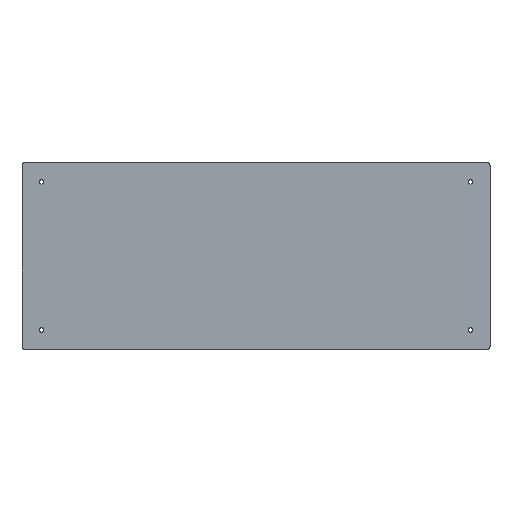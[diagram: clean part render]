
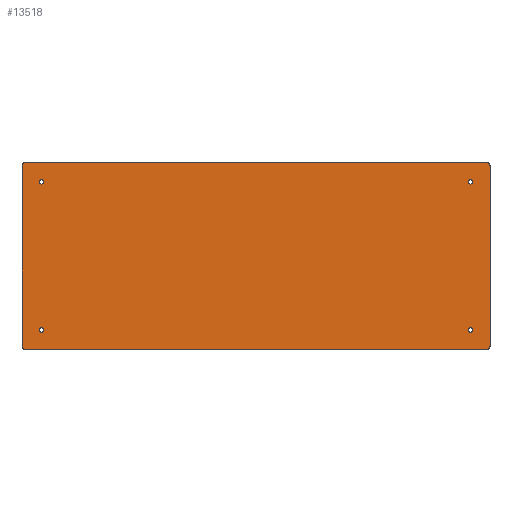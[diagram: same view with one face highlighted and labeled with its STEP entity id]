
A CAD part, top view. The second image highlights one B-rep face of the part: STEP entity #13518.
In plain terms, the highlighted planar face has unit normal (0, 0, 1).
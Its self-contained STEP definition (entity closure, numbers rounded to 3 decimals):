
#471=LINE('',#19174,#1449);
#473=LINE('',#19178,#1451);
#476=LINE('',#19186,#1454);
#477=LINE('',#19191,#1455);
#1449=VECTOR('',#15634,1000.);
#1451=VECTOR('',#15638,1000.);
#1454=VECTOR('',#15645,1000.);
#1455=VECTOR('',#15650,1000.);
#2389=PLANE('',#14262);
#2892=ORIENTED_EDGE('',*,*,#5950,.T.);
#2893=ORIENTED_EDGE('',*,*,#5952,.T.);
#2894=ORIENTED_EDGE('',*,*,#5954,.T.);
#2895=ORIENTED_EDGE('',*,*,#5956,.T.);
#2896=ORIENTED_EDGE('',*,*,#6023,.F.);
#2897=ORIENTED_EDGE('',*,*,#6028,.T.);
#2898=ORIENTED_EDGE('',*,*,#6029,.F.);
#2899=ORIENTED_EDGE('',*,*,#6030,.T.);
#2900=ORIENTED_EDGE('',*,*,#6025,.F.);
#2901=ORIENTED_EDGE('',*,*,#6031,.T.);
#2902=ORIENTED_EDGE('',*,*,#6032,.F.);
#2903=ORIENTED_EDGE('',*,*,#6033,.T.);
#5950=EDGE_CURVE('',#7536,#7536,#8626,.F.);
#5952=EDGE_CURVE('',#7538,#7538,#8628,.F.);
#5954=EDGE_CURVE('',#7540,#7540,#8630,.F.);
#5956=EDGE_CURVE('',#7542,#7542,#8632,.F.);
#6023=EDGE_CURVE('',#7590,#7591,#471,.T.);
#6025=EDGE_CURVE('',#7592,#7593,#473,.T.);
#6028=EDGE_CURVE('',#7590,#7594,#8638,.T.);
#6029=EDGE_CURVE('',#7595,#7594,#476,.T.);
#6030=EDGE_CURVE('',#7595,#7593,#8639,.T.);
#6031=EDGE_CURVE('',#7592,#7596,#8640,.T.);
#6032=EDGE_CURVE('',#7597,#7596,#477,.T.);
#6033=EDGE_CURVE('',#7597,#7591,#8641,.T.);
#7536=VERTEX_POINT('',#19022);
#7538=VERTEX_POINT('',#19027);
#7540=VERTEX_POINT('',#19032);
#7542=VERTEX_POINT('',#19037);
#7590=VERTEX_POINT('',#19173);
#7591=VERTEX_POINT('',#19175);
#7592=VERTEX_POINT('',#19179);
#7593=VERTEX_POINT('',#19180);
#7594=VERTEX_POINT('',#19185);
#7595=VERTEX_POINT('',#19187);
#7596=VERTEX_POINT('',#19190);
#7597=VERTEX_POINT('',#19192);
#8626=CIRCLE('',#14224,3.5);
#8628=CIRCLE('',#14227,3.5);
#8630=CIRCLE('',#14230,3.5);
#8632=CIRCLE('',#14233,3.5);
#8638=CIRCLE('',#14263,5.);
#8639=CIRCLE('',#14264,5.);
#8640=CIRCLE('',#14265,5.);
#8641=CIRCLE('',#14266,5.);
#9229=EDGE_LOOP('',(#2892));
#9230=EDGE_LOOP('',(#2893));
#9231=EDGE_LOOP('',(#2894));
#9232=EDGE_LOOP('',(#2895));
#9233=EDGE_LOOP('',(#2896,#2897,#2898,#2899,#2900,#2901,#2902,#2903));
#10225=FACE_BOUND('',#9229,.T.);
#10226=FACE_BOUND('',#9230,.T.);
#10227=FACE_BOUND('',#9231,.T.);
#10228=FACE_BOUND('',#9232,.T.);
#10229=FACE_BOUND('',#9233,.T.);
#13518=ADVANCED_FACE('',(#10225,#10226,#10227,#10228,#10229),#2389,.T.);
#14224=AXIS2_PLACEMENT_3D('',#19021,#15499,#15500);
#14227=AXIS2_PLACEMENT_3D('',#19026,#15505,#15506);
#14230=AXIS2_PLACEMENT_3D('',#19031,#15511,#15512);
#14233=AXIS2_PLACEMENT_3D('',#19036,#15517,#15518);
#14262=AXIS2_PLACEMENT_3D('',#19183,#15641,#15642);
#14263=AXIS2_PLACEMENT_3D('',#19184,#15643,#15644);
#14264=AXIS2_PLACEMENT_3D('',#19188,#15646,#15647);
#14265=AXIS2_PLACEMENT_3D('',#19189,#15648,#15649);
#14266=AXIS2_PLACEMENT_3D('',#19193,#15651,#15652);
#15499=DIRECTION('',(0.,0.,1.));
#15500=DIRECTION('',(1.,0.,0.));
#15505=DIRECTION('',(0.,0.,1.));
#15506=DIRECTION('',(1.,0.,0.));
#15511=DIRECTION('',(0.,0.,1.));
#15512=DIRECTION('',(1.,0.,0.));
#15517=DIRECTION('',(0.,0.,1.));
#15518=DIRECTION('',(1.,0.,0.));
#15634=DIRECTION('',(0.,-1.,0.));
#15638=DIRECTION('',(0.,1.,0.));
#15641=DIRECTION('',(0.,0.,1.));
#15642=DIRECTION('',(1.,0.,0.));
#15643=DIRECTION('',(0.,0.,1.));
#15644=DIRECTION('',(1.,0.,0.));
#15645=DIRECTION('',(1.,0.,0.));
#15646=DIRECTION('',(0.,0.,1.));
#15647=DIRECTION('',(1.,0.,0.));
#15648=DIRECTION('',(0.,0.,1.));
#15649=DIRECTION('',(1.,0.,0.));
#15650=DIRECTION('',(-1.,0.,0.));
#15651=DIRECTION('',(0.,0.,1.));
#15652=DIRECTION('',(1.,0.,0.));
#19021=CARTESIAN_POINT('',(370.728,-187.701,113.5));
#19022=CARTESIAN_POINT('',(374.228,-187.701,113.5));
#19026=CARTESIAN_POINT('',(-289.272,-187.701,113.5));
#19027=CARTESIAN_POINT('',(-285.772,-187.701,113.5));
#19031=CARTESIAN_POINT('',(370.728,40.299,113.5));
#19032=CARTESIAN_POINT('',(374.228,40.299,113.5));
#19036=CARTESIAN_POINT('',(-289.272,40.299,113.5));
#19037=CARTESIAN_POINT('',(-285.772,40.299,113.5));
#19173=CARTESIAN_POINT('',(400.728,65.299,113.5));
#19174=CARTESIAN_POINT('',(400.728,70.299,113.5));
#19175=CARTESIAN_POINT('',(400.728,-212.701,113.5));
#19178=CARTESIAN_POINT('',(-319.272,-217.701,113.5));
#19179=CARTESIAN_POINT('',(-319.272,-212.701,113.5));
#19180=CARTESIAN_POINT('',(-319.272,65.299,113.5));
#19183=CARTESIAN_POINT('',(40.728,-73.701,113.5));
#19184=CARTESIAN_POINT('',(395.728,65.299,113.5));
#19185=CARTESIAN_POINT('',(395.728,70.299,113.5));
#19186=CARTESIAN_POINT('',(-319.272,70.299,113.5));
#19187=CARTESIAN_POINT('',(-314.272,70.299,113.5));
#19188=CARTESIAN_POINT('',(-314.272,65.299,113.5));
#19189=CARTESIAN_POINT('',(-314.272,-212.701,113.5));
#19190=CARTESIAN_POINT('',(-314.272,-217.701,113.5));
#19191=CARTESIAN_POINT('',(400.728,-217.701,113.5));
#19192=CARTESIAN_POINT('',(395.728,-217.701,113.5));
#19193=CARTESIAN_POINT('',(395.728,-212.701,113.5));
